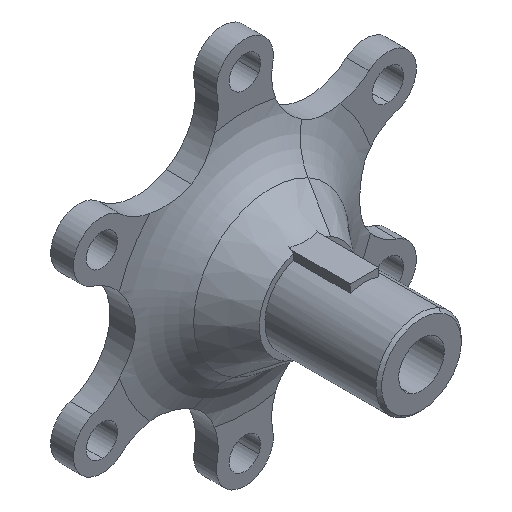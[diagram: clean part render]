
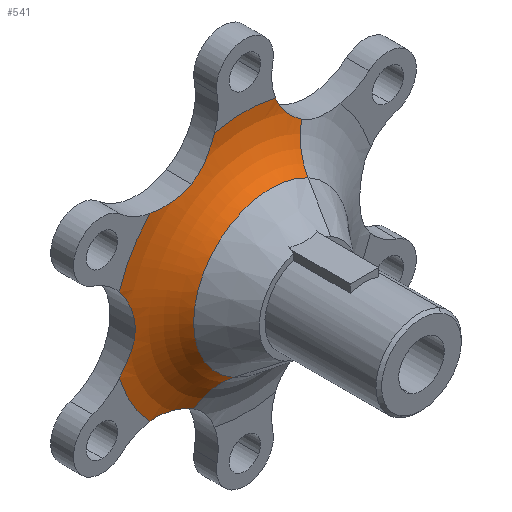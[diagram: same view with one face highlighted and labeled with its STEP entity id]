
A CAD part, isometric view. The second image highlights one B-rep face of the part: STEP entity #541.
In plain terms, the highlighted toroidal (fillet/blend) face has major radius 23 mm and minor radius 12 mm.
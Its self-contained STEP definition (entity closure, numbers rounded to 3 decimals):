
#235=CARTESIAN_POINT('Vertex',(6.511,-8.564,11.919)) ;
#238=CARTESIAN_POINT('Axis2P3D Location',(0.,-8.564,0.)) ;
#242=CARTESIAN_POINT('Vertex',(-6.511,-8.564,-11.919)) ;
#420=CARTESIAN_POINT('Axis2P3D Location',(0.,-16.,0.)) ;
#426=CARTESIAN_POINT('Control Point',(-19.699,-4.463,0.)) ;
#427=CARTESIAN_POINT('Control Point',(-19.699,-4.463,1.353)) ;
#428=CARTESIAN_POINT('Control Point',(-19.923,-4.368,2.705)) ;
#429=CARTESIAN_POINT('Control Point',(-20.359,-4.166,4.059)) ;
#430=CARTESIAN_POINT('Control Point',(-21.09,-4.,5.384)) ;
#431=CARTESIAN_POINT('Control Point',(-22.048,-4.,6.548)) ;
#432=CARTESIAN_POINT('Vertex',(-19.699,-4.463,0.)) ;
#434=CARTESIAN_POINT('Vertex',(-22.048,-4.,6.548)) ;
#438=CARTESIAN_POINT('Control Point',(-19.699,-4.463,0.)) ;
#439=CARTESIAN_POINT('Control Point',(-19.699,-4.463,-1.353)) ;
#440=CARTESIAN_POINT('Control Point',(-19.923,-4.368,-2.705)) ;
#441=CARTESIAN_POINT('Control Point',(-20.359,-4.166,-4.059)) ;
#442=CARTESIAN_POINT('Control Point',(-21.09,-4.,-5.384)) ;
#443=CARTESIAN_POINT('Control Point',(-22.048,-4.,-6.548)) ;
#444=CARTESIAN_POINT('Vertex',(-22.048,-4.,-6.548)) ;
#447=CARTESIAN_POINT('Axis2P3D Location',(0.,-4.,0.)) ;
#451=CARTESIAN_POINT('Vertex',(-16.695,-4.,-15.82)) ;
#455=CARTESIAN_POINT('Control Point',(-9.85,-4.463,-17.06)) ;
#456=CARTESIAN_POINT('Control Point',(-11.021,-4.463,-16.384)) ;
#457=CARTESIAN_POINT('Control Point',(-12.304,-4.368,-15.902)) ;
#458=CARTESIAN_POINT('Control Point',(-13.695,-4.166,-15.602)) ;
#459=CARTESIAN_POINT('Control Point',(-15.208,-4.,-15.572)) ;
#460=CARTESIAN_POINT('Control Point',(-16.695,-4.,-15.82)) ;
#461=CARTESIAN_POINT('Vertex',(-9.85,-4.463,-17.06)) ;
#465=CARTESIAN_POINT('Control Point',(-9.85,-4.463,-17.06)) ;
#466=CARTESIAN_POINT('Control Point',(-9.715,-4.463,-17.138)) ;
#467=CARTESIAN_POINT('Control Point',(-9.583,-4.461,-17.218)) ;
#468=CARTESIAN_POINT('Control Point',(-9.452,-4.458,-17.302)) ;
#469=CARTESIAN_POINT('Vertex',(-9.452,-4.458,-17.302)) ;
#472=CARTESIAN_POINT('Axis2P3D Location',(-11.027,-16.,-20.184)) ;
#477=CARTESIAN_POINT('Axis2P3D Location',(11.027,-16.,20.184)) ;
#481=CARTESIAN_POINT('Vertex',(9.452,-4.458,17.302)) ;
#485=CARTESIAN_POINT('Control Point',(9.452,-4.458,17.302)) ;
#486=CARTESIAN_POINT('Control Point',(8.39,-4.434,17.981)) ;
#487=CARTESIAN_POINT('Control Point',(7.426,-4.328,18.827)) ;
#488=CARTESIAN_POINT('Control Point',(6.558,-4.143,19.84)) ;
#489=CARTESIAN_POINT('Control Point',(5.846,-4.,21.054)) ;
#490=CARTESIAN_POINT('Control Point',(5.353,-4.,22.368)) ;
#491=CARTESIAN_POINT('Vertex',(5.353,-4.,22.368)) ;
#494=CARTESIAN_POINT('Axis2P3D Location',(0.,-4.,0.)) ;
#498=CARTESIAN_POINT('Vertex',(-5.353,-4.,22.368)) ;
#502=CARTESIAN_POINT('Control Point',(-9.85,-4.463,17.06)) ;
#503=CARTESIAN_POINT('Control Point',(-8.665,-4.463,17.744)) ;
#504=CARTESIAN_POINT('Control Point',(-7.596,-4.366,18.625)) ;
#505=CARTESIAN_POINT('Control Point',(-6.645,-4.16,19.691)) ;
#506=CARTESIAN_POINT('Control Point',(-5.875,-4.,20.976)) ;
#507=CARTESIAN_POINT('Control Point',(-5.353,-4.,22.368)) ;
#508=CARTESIAN_POINT('Vertex',(-9.85,-4.463,17.06)) ;
#512=CARTESIAN_POINT('Control Point',(-9.85,-4.463,17.06)) ;
#513=CARTESIAN_POINT('Control Point',(-11.034,-4.463,16.376)) ;
#514=CARTESIAN_POINT('Control Point',(-12.332,-4.366,15.891)) ;
#515=CARTESIAN_POINT('Control Point',(-13.73,-4.16,15.6)) ;
#516=CARTESIAN_POINT('Control Point',(-15.228,-4.,15.576)) ;
#517=CARTESIAN_POINT('Control Point',(-16.695,-4.,15.82)) ;
#518=CARTESIAN_POINT('Vertex',(-16.695,-4.,15.82)) ;
#521=CARTESIAN_POINT('Axis2P3D Location',(0.,-4.,0.)) ;
#239=DIRECTION('Axis2P3D Direction',(0.,1.,0.)) ;
#421=DIRECTION('Axis2P3D Direction',(0.,1.,0.)) ;
#422=DIRECTION('Axis2P3D XDirection',(0.479,0.,0.878)) ;
#448=DIRECTION('Axis2P3D Direction',(0.,1.,0.)) ;
#473=DIRECTION('Axis2P3D Direction',(0.878,0.,-0.479)) ;
#478=DIRECTION('Axis2P3D Direction',(-0.878,0.,0.479)) ;
#495=DIRECTION('Axis2P3D Direction',(0.,1.,0.)) ;
#522=DIRECTION('Axis2P3D Direction',(0.,1.,0.)) ;
#240=AXIS2_PLACEMENT_3D('Circle Axis2P3D',#238,#239,$) ;
#423=AXIS2_PLACEMENT_3D('Torus Axis2P3D',#420,#421,#422) ;
#449=AXIS2_PLACEMENT_3D('Circle Axis2P3D',#447,#448,$) ;
#474=AXIS2_PLACEMENT_3D('Circle Axis2P3D',#472,#473,$) ;
#479=AXIS2_PLACEMENT_3D('Circle Axis2P3D',#477,#478,$) ;
#496=AXIS2_PLACEMENT_3D('Circle Axis2P3D',#494,#495,$) ;
#523=AXIS2_PLACEMENT_3D('Circle Axis2P3D',#521,#522,$) ;
#527=ORIENTED_EDGE('',*,*,#436,.F.) ;
#528=ORIENTED_EDGE('',*,*,#446,.T.) ;
#529=ORIENTED_EDGE('',*,*,#453,.F.) ;
#530=ORIENTED_EDGE('',*,*,#463,.F.) ;
#531=ORIENTED_EDGE('',*,*,#471,.T.) ;
#532=ORIENTED_EDGE('',*,*,#476,.T.) ;
#533=ORIENTED_EDGE('',*,*,#244,.T.) ;
#534=ORIENTED_EDGE('',*,*,#483,.F.) ;
#535=ORIENTED_EDGE('',*,*,#493,.T.) ;
#536=ORIENTED_EDGE('',*,*,#500,.F.) ;
#537=ORIENTED_EDGE('',*,*,#510,.F.) ;
#538=ORIENTED_EDGE('',*,*,#520,.T.) ;
#539=ORIENTED_EDGE('',*,*,#525,.F.) ;
#541=ADVANCED_FACE('Corps principal',(#540),#424,.F.) ;
#425=B_SPLINE_CURVE_WITH_KNOTS('',5,(#426,#427,#428,#429,#430,#431),.UNSPECIFIED.,.F.,.U.,(6,6),(0.,13.056),.UNSPECIFIED.) ;
#437=B_SPLINE_CURVE_WITH_KNOTS('',5,(#438,#439,#440,#441,#442,#443),.UNSPECIFIED.,.F.,.U.,(6,6),(0.,13.056),.UNSPECIFIED.) ;
#454=B_SPLINE_CURVE_WITH_KNOTS('',5,(#455,#456,#457,#458,#459,#460),.UNSPECIFIED.,.F.,.U.,(6,6),(0.,13.056),.UNSPECIFIED.) ;
#464=B_SPLINE_CURVE_WITH_KNOTS('',3,(#465,#466,#467,#468),.UNSPECIFIED.,.F.,.U.,(4,4),(0.,0.898),.UNSPECIFIED.) ;
#484=B_SPLINE_CURVE_WITH_KNOTS('',5,(#485,#486,#487,#488,#489,#490),.UNSPECIFIED.,.F.,.U.,(6,6),(0.,12.158),.UNSPECIFIED.) ;
#501=B_SPLINE_CURVE_WITH_KNOTS('',5,(#502,#503,#504,#505,#506,#507),.UNSPECIFIED.,.F.,.U.,(6,6),(0.,10.516),.UNSPECIFIED.) ;
#511=B_SPLINE_CURVE_WITH_KNOTS('',5,(#512,#513,#514,#515,#516,#517),.UNSPECIFIED.,.F.,.U.,(6,6),(0.,10.516),.UNSPECIFIED.) ;
#241=CIRCLE('generated circle',#240,13.582) ;
#450=CIRCLE('generated circle',#449,23.) ;
#475=CIRCLE('generated circle',#474,12.) ;
#480=CIRCLE('generated circle',#479,12.) ;
#497=CIRCLE('generated circle',#496,23.) ;
#524=CIRCLE('generated circle',#523,23.) ;
#424=TOROIDAL_SURFACE('homeo Torus',#423,23.,12.) ;
#244=EDGE_CURVE('',#243,#236,#241,.T.) ;
#436=EDGE_CURVE('',#433,#435,#425,.T.) ;
#446=EDGE_CURVE('',#433,#445,#437,.T.) ;
#453=EDGE_CURVE('',#452,#445,#450,.T.) ;
#463=EDGE_CURVE('',#462,#452,#454,.T.) ;
#471=EDGE_CURVE('',#462,#470,#464,.T.) ;
#476=EDGE_CURVE('',#470,#243,#475,.T.) ;
#483=EDGE_CURVE('',#482,#236,#480,.T.) ;
#493=EDGE_CURVE('',#482,#492,#484,.T.) ;
#500=EDGE_CURVE('',#499,#492,#497,.T.) ;
#510=EDGE_CURVE('',#509,#499,#501,.T.) ;
#520=EDGE_CURVE('',#509,#519,#511,.T.) ;
#525=EDGE_CURVE('',#435,#519,#524,.T.) ;
#526=EDGE_LOOP('',(#527,#528,#529,#530,#531,#532,#533,#534,#535,#536,#537,#538,#539)) ;
#540=FACE_OUTER_BOUND('',#526,.T.) ;
#236=VERTEX_POINT('',#235) ;
#243=VERTEX_POINT('',#242) ;
#433=VERTEX_POINT('',#432) ;
#435=VERTEX_POINT('',#434) ;
#445=VERTEX_POINT('',#444) ;
#452=VERTEX_POINT('',#451) ;
#462=VERTEX_POINT('',#461) ;
#470=VERTEX_POINT('',#469) ;
#482=VERTEX_POINT('',#481) ;
#492=VERTEX_POINT('',#491) ;
#499=VERTEX_POINT('',#498) ;
#509=VERTEX_POINT('',#508) ;
#519=VERTEX_POINT('',#518) ;
